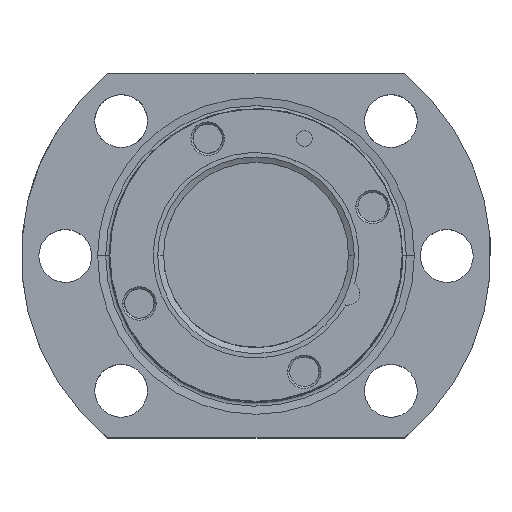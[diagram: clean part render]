
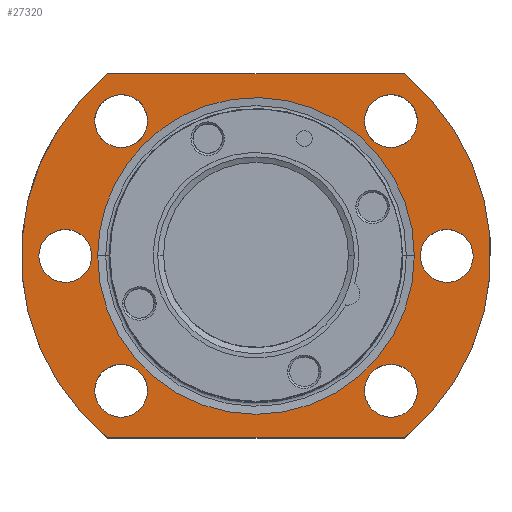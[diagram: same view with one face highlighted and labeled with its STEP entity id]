
A CAD part, top view. The second image highlights one B-rep face of the part: STEP entity #27320.
In plain terms, the highlighted planar face has unit normal (0, 0, 1).
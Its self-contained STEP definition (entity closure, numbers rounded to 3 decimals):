
#11650=CARTESIAN_POINT('',(-22.981,22.981,143.375));
#11660=DIRECTION('',(0.,0.,-1.));
#11670=DIRECTION('',(-1.,0.,0.));
#11680=AXIS2_PLACEMENT_3D('',#11650,#11660,#11670);
#11690=CIRCLE('',#11680,4.5);
#11700=CARTESIAN_POINT('',(-24.703,27.138,143.375));
#11710=VERTEX_POINT('',#11700);
#11720=CARTESIAN_POINT('',(-18.481,22.981,143.375));
#11730=VERTEX_POINT('',#11720);
#11740=EDGE_CURVE('',#11710,#11730,#11690,.T.);
#11970=CARTESIAN_POINT('',(-27.481,22.981,143.375));
#11980=VERTEX_POINT('',#11970);
#12010=EDGE_CURVE('',#11980,#11710,#11690,.T.);
#12330=CARTESIAN_POINT('',(-25.278,31.,143.375));
#12340=VERTEX_POINT('',#12330);
#12370=CARTESIAN_POINT('',(0.,0.,
143.375));
#12380=DIRECTION('',(0.,0.,-1.));
#12390=DIRECTION('',(-1.,0.,0.));
#12400=AXIS2_PLACEMENT_3D('',#12370,#12380,#12390);
#12410=CIRCLE('',#12400,40.);
#12420=CARTESIAN_POINT('',(-25.278,-31.,143.375));
#12430=VERTEX_POINT('',#12420);
#12440=EDGE_CURVE('',#12430,#12340,#12410,.T.);
#17590=CARTESIAN_POINT('',(32.5,0.,143.375));
#17600=DIRECTION('',(0.,0.,-1.));
#17610=DIRECTION('',(-1.,0.,0.));
#17620=AXIS2_PLACEMENT_3D('',#17590,#17600,#17610);
#17630=CIRCLE('',#17620,4.5);
#17640=CARTESIAN_POINT('',(36.657,-1.722,143.375));
#17650=VERTEX_POINT('',#17640);
#17660=CARTESIAN_POINT('',(28.,0.,143.375));
#17670=VERTEX_POINT('',#17660);
#17680=EDGE_CURVE('',#17650,#17670,#17630,.T.);
#17950=CARTESIAN_POINT('',(37.,0.,143.375));
#17960=VERTEX_POINT('',#17950);
#17990=EDGE_CURVE('',#17960,#17650,#17630,.T.);
#18220=CARTESIAN_POINT('',(25.278,-31.,143.375));
#18230=VERTEX_POINT('',#18220);
#18330=CARTESIAN_POINT('',(0.,-31.,143.375));
#18340=DIRECTION('',(1.,-0.,0.));
#18350=VECTOR('',#18340,1.);
#18360=LINE('',#18330,#18350);
#18370=EDGE_CURVE('',#12430,#18230,#18360,.T.);
#21340=CARTESIAN_POINT('',(-28.,0.,143.375));
#21350=VERTEX_POINT('',#21340);
#21400=CARTESIAN_POINT('',(-32.5,0.,143.375));
#21410=DIRECTION('',(0.,0.,-1.));
#21420=DIRECTION('',(-1.,0.,0.));
#21430=AXIS2_PLACEMENT_3D('',#21400,#21410,#21420);
#21440=CIRCLE('',#21430,4.5);
#21450=CARTESIAN_POINT('',(-28.343,-1.722,143.375))
;
#21460=VERTEX_POINT('',#21450);
#21470=EDGE_CURVE('',#21350,#21460,#21440,.T.);
#21490=CARTESIAN_POINT('',(-37.,0.,143.375));
#21500=VERTEX_POINT('',#21490);
#21510=EDGE_CURVE('',#21460,#21500,#21440,.T.);
#22170=CARTESIAN_POINT('',(22.981,22.981,143.375));
#22180=DIRECTION('',(0.,0.,-1.));
#22190=DIRECTION('',(-1.,0.,0.));
#22200=AXIS2_PLACEMENT_3D('',#22170,#22180,#22190);
#22210=CIRCLE('',#22200,4.5);
#22220=CARTESIAN_POINT('',(27.138,24.703,143.375));
#22230=VERTEX_POINT('',#22220);
#22240=CARTESIAN_POINT('',(27.481,22.981,143.375));
#22250=VERTEX_POINT('',#22240);
#22260=EDGE_CURVE('',#22230,#22250,#22210,.T.);
#22490=CARTESIAN_POINT('',(18.481,22.981,143.375));
#22500=VERTEX_POINT('',#22490);
#22530=EDGE_CURVE('',#22500,#22230,#22210,.T.);
#22700=CARTESIAN_POINT('',(22.981,-22.981,143.375));
#22710=DIRECTION('',(0.,0.,-1.));
#22720=DIRECTION('',(-1.,0.,0.));
#22730=AXIS2_PLACEMENT_3D('',#22700,#22710,#22720);
#22740=CIRCLE('',#22730,4.5);
#22750=CARTESIAN_POINT('',(24.703,-27.138,143.375));
#22760=VERTEX_POINT('',#22750);
#22770=CARTESIAN_POINT('',(18.481,-22.981,143.375));
#22780=VERTEX_POINT('',#22770);
#22790=EDGE_CURVE('',#22760,#22780,#22740,.T.);
#23060=CARTESIAN_POINT('',(27.481,-22.981,143.375));
#23070=VERTEX_POINT('',#23060);
#23100=EDGE_CURVE('',#23070,#22760,#22740,.T.);
#26180=CARTESIAN_POINT('',(26.979,0.,
143.375));
#26190=VERTEX_POINT('',#26180);
#26280=CARTESIAN_POINT('',(-26.979,0.,
143.375));
#26290=VERTEX_POINT('',#26280);
#26320=CARTESIAN_POINT('',(0.,0.,
143.375));
#26330=DIRECTION('',(0.,0.,1.));
#26340=DIRECTION('',(1.,0.,0.));
#26350=AXIS2_PLACEMENT_3D('',#26320,#26330,#26340);
#26360=CIRCLE('',#26350,26.979);
#26370=CARTESIAN_POINT('',(-8.561,25.585,143.375));
#26380=VERTEX_POINT('',#26370);
#26390=EDGE_CURVE('',#26380,#26290,#26360,.T.);
#26410=EDGE_CURVE('',#26190,#26380,#26360,.T.);
#26530=CARTESIAN_POINT('',(75.954,-40.974,143.375));
#26540=DIRECTION('',(0.,0.,-1.));
#26550=DIRECTION('',(-1.,0.,-0.));
#26560=AXIS2_PLACEMENT_3D('',#26530,#26540,#26550);
#26570=PLANE('',#26560);
#26580=ORIENTED_EDGE('',*,*,#12440,.F.);
#26590=CARTESIAN_POINT('',(0.,31.,143.375));
#26600=DIRECTION('',(1.,0.,-0.));
#26610=VECTOR('',#26600,1.);
#26620=LINE('',#26590,#26610);
#26630=CARTESIAN_POINT('',(25.278,31.,143.375));
#26640=VERTEX_POINT('',#26630);
#26650=EDGE_CURVE('',#12340,#26640,#26620,.T.);
#26660=ORIENTED_EDGE('',*,*,#26650,.F.);
#26670=CARTESIAN_POINT('',(0.,0.,
143.375));
#26680=DIRECTION('',(0.,0.,-1.));
#26690=DIRECTION('',(-1.,0.,0.));
#26700=AXIS2_PLACEMENT_3D('',#26670,#26680,#26690);
#26710=CIRCLE('',#26700,40.);
#26720=EDGE_CURVE('',#26640,#18230,#26710,.T.);
#26730=ORIENTED_EDGE('',*,*,#26720,.F.);
#26740=ORIENTED_EDGE('',*,*,#18370,.T.);
#26750=EDGE_LOOP('',(#26740,#26730,#26660,#26580));
#26760=FACE_OUTER_BOUND('',#26750,.T.);
#26770=EDGE_CURVE('',#22780,#23070,#22740,.T.);
#26780=ORIENTED_EDGE('',*,*,#26770,.T.);
#26790=ORIENTED_EDGE('',*,*,#22790,.T.);
#26800=ORIENTED_EDGE('',*,*,#23100,.T.);
#26810=EDGE_LOOP('',(#26800,#26790,#26780));
#26820=FACE_BOUND('',#26810,.T.);
#26830=EDGE_CURVE('',#22250,#22500,#22210,.T.);
#26840=ORIENTED_EDGE('',*,*,#26830,.T.);
#26850=ORIENTED_EDGE('',*,*,#22260,.T.);
#26860=ORIENTED_EDGE('',*,*,#22530,.T.);
#26870=EDGE_LOOP('',(#26860,#26850,#26840));
#26880=FACE_BOUND('',#26870,.T.);
#26890=CARTESIAN_POINT('',(-22.981,-22.981,143.375))
;
#26900=DIRECTION('',(0.,0.,-1.));
#26910=DIRECTION('',(-1.,0.,0.));
#26920=AXIS2_PLACEMENT_3D('',#26890,#26900,#26910);
#26930=CIRCLE('',#26920,4.5);
#26940=CARTESIAN_POINT('',(-18.481,-22.981,143.375))
;
#26950=VERTEX_POINT('',#26940);
#26960=CARTESIAN_POINT('',(-27.481,-22.981,143.375))
;
#26970=VERTEX_POINT('',#26960);
#26980=EDGE_CURVE('',#26950,#26970,#26930,.T.);
#26990=ORIENTED_EDGE('',*,*,#26980,.T.);
#27000=CARTESIAN_POINT('',(-18.824,-21.259,143.375));
#27010=VERTEX_POINT('',#27000);
#27020=EDGE_CURVE('',#27010,#26950,#26930,.T.);
#27030=ORIENTED_EDGE('',*,*,#27020,.T.);
#27040=EDGE_CURVE('',#26970,#27010,#26930,.T.);
#27050=ORIENTED_EDGE('',*,*,#27040,.T.);
#27060=EDGE_LOOP('',(#27050,#27030,#26990));
#27070=FACE_BOUND('',#27060,.T.);
#27080=EDGE_CURVE('',#11730,#11980,#11690,.T.);
#27090=ORIENTED_EDGE('',*,*,#27080,.T.);
#27100=ORIENTED_EDGE('',*,*,#11740,.T.);
#27110=ORIENTED_EDGE('',*,*,#12010,.T.);
#27120=EDGE_LOOP('',(#27110,#27100,#27090));
#27130=FACE_BOUND('',#27120,.T.);
#27140=EDGE_CURVE('',#17670,#17960,#17630,.T.);
#27150=ORIENTED_EDGE('',*,*,#27140,.T.);
#27160=ORIENTED_EDGE('',*,*,#17680,.T.);
#27170=ORIENTED_EDGE('',*,*,#17990,.T.);
#27180=EDGE_LOOP('',(#27170,#27160,#27150));
#27190=FACE_BOUND('',#27180,.T.);
#27200=ORIENTED_EDGE('',*,*,#26390,.F.);
#27210=EDGE_CURVE('',#26290,#26190,#26360,.T.);
#27220=ORIENTED_EDGE('',*,*,#27210,.F.);
#27230=ORIENTED_EDGE('',*,*,#26410,.F.);
#27240=EDGE_LOOP('',(#27230,#27220,#27200));
#27250=FACE_BOUND('',#27240,.T.);
#27260=EDGE_CURVE('',#21500,#21350,#21440,.T.);
#27270=ORIENTED_EDGE('',*,*,#27260,.T.);
#27280=ORIENTED_EDGE('',*,*,#21510,.T.);
#27290=ORIENTED_EDGE('',*,*,#21470,.T.);
#27300=EDGE_LOOP('',(#27290,#27280,#27270));
#27310=FACE_BOUND('',#27300,.T.);
#27320=ADVANCED_FACE('',(#26760,#26820,#26880,#27070,#27130,#27190,
#27250,#27310),#26570,.F.);
